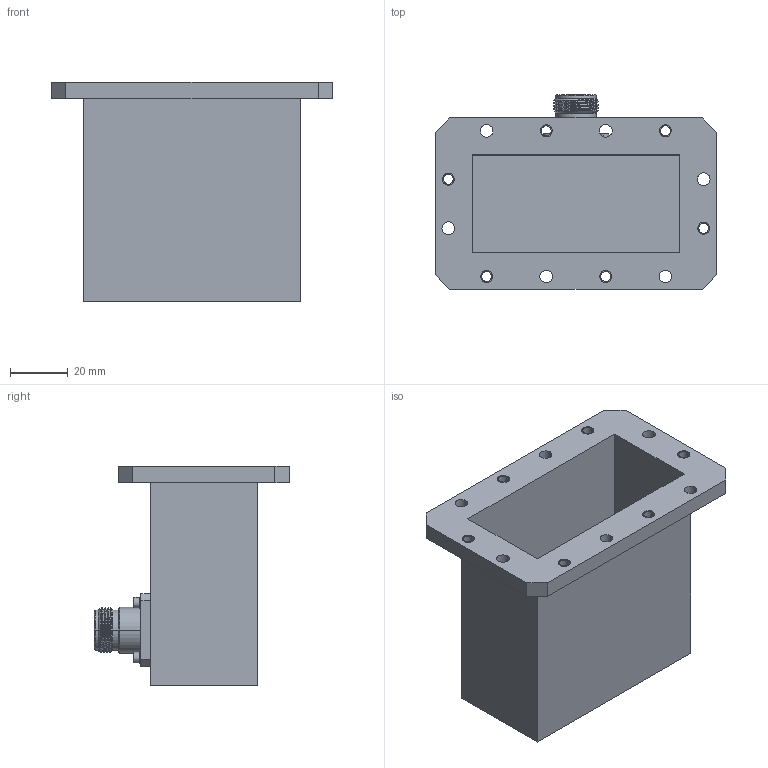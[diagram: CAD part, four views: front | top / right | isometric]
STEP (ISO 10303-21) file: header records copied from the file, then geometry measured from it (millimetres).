
FILE_DESCRIPTION (( 'STEP AP214' ), '1' );
FILE_NAME ('FMWCA1064_3D.step', '2023-04-25T18:48:07', ( '' ), ( '' ), 'SwSTEP 2.0', 'SolidWorks 2022', '' );
FILE_SCHEMA (( 'AUTOMOTIVE_DESIGN' ));
Length unit declared in the file: inch
Products named in the file (1): FMWCA1064_3D
Bounding box: 97.64 x 67.74 x 76.2 mm (x, y, z)
Volume: 54330.4 mm3; surface area: 47015.4 mm2
Topology: 1 solids, 1 shells, 225 faces, 517 edges, 324 vertices
Faces by surface type: plane 88, cylinder 75, cone 59, bspline 3
Entity records: 7990 total; most frequent: CARTESIAN_POINT 2786, DIRECTION 1103, ORIENTED_EDGE 1034, EDGE_CURVE 517, AXIS2_PLACEMENT_3D 427, VERTEX_POINT 324, EDGE_LOOP 279, VECTOR 249
